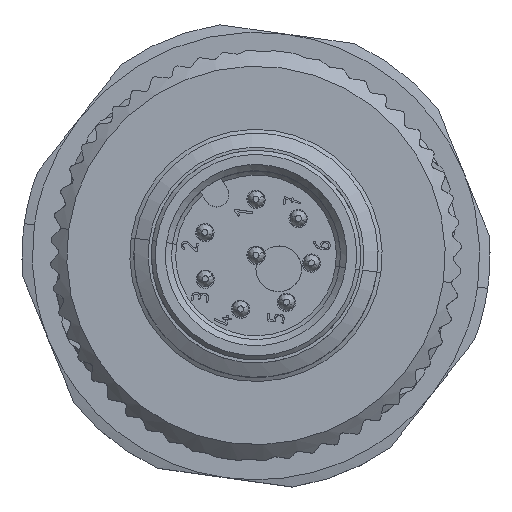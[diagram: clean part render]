
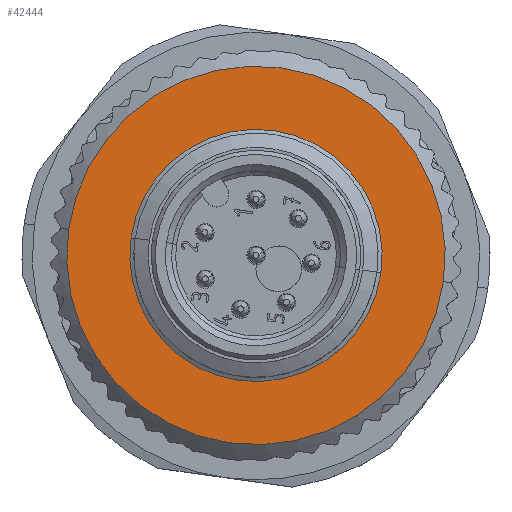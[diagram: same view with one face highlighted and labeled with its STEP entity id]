
A CAD part, top view. The second image highlights one B-rep face of the part: STEP entity #42444.
In plain terms, the highlighted planar face has unit normal (0, 0, 1).
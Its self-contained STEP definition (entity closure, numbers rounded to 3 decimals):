
#42406=AXIS2_PLACEMENT_3D('Plane Axis2P3D',#42403,#42404,#42405) ;
#42410=AXIS2_PLACEMENT_3D('Circle Axis2P3D',#42408,#42409,$) ;
#42419=AXIS2_PLACEMENT_3D('Circle Axis2P3D',#42417,#42418,$) ;
#42428=AXIS2_PLACEMENT_3D('Circle Axis2P3D',#42426,#42427,$) ;
#42437=AXIS2_PLACEMENT_3D('Circle Axis2P3D',#42435,#42436,$) ;
#42403=CARTESIAN_POINT('Axis2P3D Location',(11.5,11.358,26.7)) ;
#42408=CARTESIAN_POINT('Axis2P3D Location',(11.5,11.358,26.7)) ;
#42412=CARTESIAN_POINT('Vertex',(20.711,10.073,26.7)) ;
#42414=CARTESIAN_POINT('Vertex',(2.289,12.642,26.7)) ;
#42417=CARTESIAN_POINT('Axis2P3D Location',(11.5,11.358,26.7)) ;
#42426=CARTESIAN_POINT('Axis2P3D Location',(11.5,11.358,26.7)) ;
#42430=CARTESIAN_POINT('Vertex',(17.64,10.502,26.7)) ;
#42432=CARTESIAN_POINT('Vertex',(5.36,12.214,26.7)) ;
#42435=CARTESIAN_POINT('Axis2P3D Location',(11.5,11.358,26.7)) ;
#42404=DIRECTION('Axis2P3D Direction',(0.,0.,-1.)) ;
#42405=DIRECTION('Axis2P3D XDirection',(-0.99,0.138,0.)) ;
#42409=DIRECTION('Axis2P3D Direction',(0.,0.,-1.)) ;
#42418=DIRECTION('Axis2P3D Direction',(0.,0.,-1.)) ;
#42427=DIRECTION('Axis2P3D Direction',(0.,0.,-1.)) ;
#42436=DIRECTION('Axis2P3D Direction',(0.,0.,-1.)) ;
#42423=ORIENTED_EDGE('',*,*,#42416,.F.) ;
#42424=ORIENTED_EDGE('',*,*,#42421,.F.) ;
#42441=ORIENTED_EDGE('',*,*,#42434,.T.) ;
#42442=ORIENTED_EDGE('',*,*,#42439,.T.) ;
#42443=FACE_BOUND('',#42440,.T.) ;
#42444=ADVANCED_FACE('Hauptk\X2\00F6\X0\rper',(#42425,#42443),#42407,.F.) ;
#42411=CIRCLE('generated circle',#42410,9.3) ;
#42420=CIRCLE('generated circle',#42419,9.3) ;
#42429=CIRCLE('generated circle',#42428,6.199) ;
#42438=CIRCLE('generated circle',#42437,6.199) ;
#42416=EDGE_CURVE('',#42413,#42415,#42411,.T.) ;
#42421=EDGE_CURVE('',#42415,#42413,#42420,.T.) ;
#42434=EDGE_CURVE('',#42431,#42433,#42429,.T.) ;
#42439=EDGE_CURVE('',#42433,#42431,#42438,.T.) ;
#42422=EDGE_LOOP('',(#42423,#42424)) ;
#42440=EDGE_LOOP('',(#42441,#42442)) ;
#42425=FACE_OUTER_BOUND('',#42422,.T.) ;
#42407=PLANE('',#42406) ;
#42413=VERTEX_POINT('',#42412) ;
#42415=VERTEX_POINT('',#42414) ;
#42431=VERTEX_POINT('',#42430) ;
#42433=VERTEX_POINT('',#42432) ;
